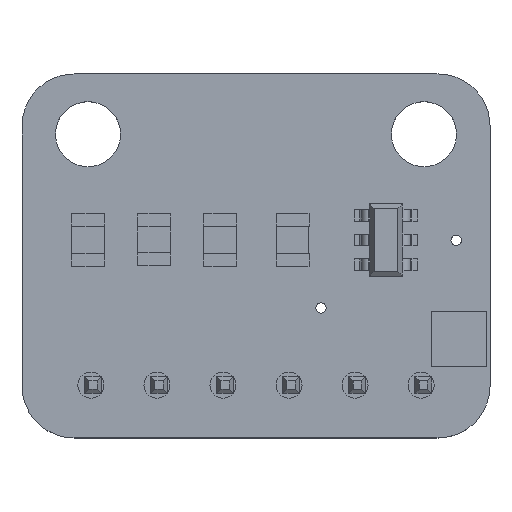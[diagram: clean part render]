
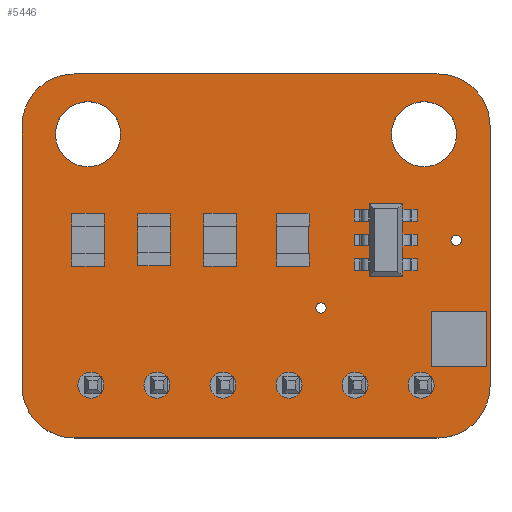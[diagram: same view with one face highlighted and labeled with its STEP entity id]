
A CAD part, top view. The second image highlights one B-rep face of the part: STEP entity #5446.
In plain terms, the highlighted planar face has unit normal (0, 0, 1).
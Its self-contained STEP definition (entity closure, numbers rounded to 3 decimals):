
#343=FACE_BOUND('',#965,.T.);
#344=FACE_BOUND('',#966,.T.);
#345=FACE_BOUND('',#967,.T.);
#346=FACE_BOUND('',#968,.T.);
#347=FACE_BOUND('',#969,.T.);
#348=FACE_BOUND('',#970,.T.);
#349=FACE_BOUND('',#971,.T.);
#350=FACE_BOUND('',#972,.T.);
#351=FACE_BOUND('',#973,.T.);
#352=FACE_BOUND('',#974,.T.);
#382=PLANE('',#5932);
#661=FACE_OUTER_BOUND('',#964,.T.);
#964=EDGE_LOOP('',(#3985,#3986,#3987,#3988,#3989,#3990,#3991,#3992,#3993,
#3994,#3995));
#965=EDGE_LOOP('',(#3996));
#966=EDGE_LOOP('',(#3997));
#967=EDGE_LOOP('',(#3998));
#968=EDGE_LOOP('',(#3999));
#969=EDGE_LOOP('',(#4000));
#970=EDGE_LOOP('',(#4001));
#971=EDGE_LOOP('',(#4002));
#972=EDGE_LOOP('',(#4003));
#973=EDGE_LOOP('',(#4004));
#974=EDGE_LOOP('',(#4005));
#1291=LINE('',#7859,#1958);
#1294=LINE('',#7865,#1961);
#1298=LINE('',#7877,#1965);
#1301=LINE('',#7883,#1968);
#1305=LINE('',#7895,#1972);
#1308=LINE('',#7901,#1975);
#1312=LINE('',#7911,#1979);
#1958=VECTOR('',#6378,10.);
#1961=VECTOR('',#6383,10.);
#1965=VECTOR('',#6395,10.);
#1968=VECTOR('',#6400,10.);
#1972=VECTOR('',#6412,10.);
#1975=VECTOR('',#6417,10.);
#1979=VECTOR('',#6429,10.);
#2613=CIRCLE('',#5885,0.2);
#2615=CIRCLE('',#5888,0.5);
#2617=CIRCLE('',#5891,0.5);
#2619=CIRCLE('',#5894,0.5);
#2621=CIRCLE('',#5897,1.25);
#2623=CIRCLE('',#5900,1.25);
#2625=CIRCLE('',#5903,0.5);
#2627=CIRCLE('',#5906,0.5);
#2629=CIRCLE('',#5909,0.5);
#2631=CIRCLE('',#5912,0.2);
#2633=CIRCLE('',#5915,2.);
#2635=CIRCLE('',#5920,2.);
#2637=CIRCLE('',#5925,2.);
#2639=CIRCLE('',#5930,2.);
#2689=VERTEX_POINT('',#7789);
#2691=VERTEX_POINT('',#7795);
#2693=VERTEX_POINT('',#7801);
#2695=VERTEX_POINT('',#7807);
#2697=VERTEX_POINT('',#7813);
#2699=VERTEX_POINT('',#7819);
#2701=VERTEX_POINT('',#7825);
#2703=VERTEX_POINT('',#7831);
#2705=VERTEX_POINT('',#7837);
#2707=VERTEX_POINT('',#7843);
#2710=VERTEX_POINT('',#7850);
#2711=VERTEX_POINT('',#7852);
#2713=VERTEX_POINT('',#7858);
#2715=VERTEX_POINT('',#7864);
#2717=VERTEX_POINT('',#7870);
#2719=VERTEX_POINT('',#7876);
#2721=VERTEX_POINT('',#7882);
#2723=VERTEX_POINT('',#7888);
#2725=VERTEX_POINT('',#7894);
#2727=VERTEX_POINT('',#7900);
#2729=VERTEX_POINT('',#7906);
#3160=EDGE_CURVE('',#2689,#2689,#2613,.T.);
#3163=EDGE_CURVE('',#2691,#2691,#2615,.T.);
#3166=EDGE_CURVE('',#2693,#2693,#2617,.T.);
#3169=EDGE_CURVE('',#2695,#2695,#2619,.T.);
#3172=EDGE_CURVE('',#2697,#2697,#2621,.T.);
#3175=EDGE_CURVE('',#2699,#2699,#2623,.T.);
#3178=EDGE_CURVE('',#2701,#2701,#2625,.T.);
#3181=EDGE_CURVE('',#2703,#2703,#2627,.T.);
#3184=EDGE_CURVE('',#2705,#2705,#2629,.T.);
#3187=EDGE_CURVE('',#2707,#2707,#2631,.T.);
#3190=EDGE_CURVE('',#2711,#2710,#2633,.T.);
#3193=EDGE_CURVE('',#2713,#2711,#1291,.T.);
#3196=EDGE_CURVE('',#2715,#2713,#1294,.T.);
#3199=EDGE_CURVE('',#2717,#2715,#2635,.T.);
#3202=EDGE_CURVE('',#2719,#2717,#1298,.T.);
#3205=EDGE_CURVE('',#2721,#2719,#1301,.T.);
#3208=EDGE_CURVE('',#2723,#2721,#2637,.T.);
#3211=EDGE_CURVE('',#2725,#2723,#1305,.T.);
#3214=EDGE_CURVE('',#2727,#2725,#1308,.T.);
#3217=EDGE_CURVE('',#2729,#2727,#2639,.T.);
#3220=EDGE_CURVE('',#2710,#2729,#1312,.T.);
#3985=ORIENTED_EDGE('',*,*,#3220,.T.);
#3986=ORIENTED_EDGE('',*,*,#3217,.T.);
#3987=ORIENTED_EDGE('',*,*,#3214,.T.);
#3988=ORIENTED_EDGE('',*,*,#3211,.T.);
#3989=ORIENTED_EDGE('',*,*,#3208,.T.);
#3990=ORIENTED_EDGE('',*,*,#3205,.T.);
#3991=ORIENTED_EDGE('',*,*,#3202,.T.);
#3992=ORIENTED_EDGE('',*,*,#3199,.T.);
#3993=ORIENTED_EDGE('',*,*,#3196,.T.);
#3994=ORIENTED_EDGE('',*,*,#3193,.T.);
#3995=ORIENTED_EDGE('',*,*,#3190,.T.);
#3996=ORIENTED_EDGE('',*,*,#3160,.T.);
#3997=ORIENTED_EDGE('',*,*,#3163,.T.);
#3998=ORIENTED_EDGE('',*,*,#3166,.T.);
#3999=ORIENTED_EDGE('',*,*,#3169,.T.);
#4000=ORIENTED_EDGE('',*,*,#3172,.T.);
#4001=ORIENTED_EDGE('',*,*,#3175,.T.);
#4002=ORIENTED_EDGE('',*,*,#3178,.T.);
#4003=ORIENTED_EDGE('',*,*,#3181,.T.);
#4004=ORIENTED_EDGE('',*,*,#3184,.T.);
#4005=ORIENTED_EDGE('',*,*,#3187,.T.);
#5446=ADVANCED_FACE('',(#661,#343,#344,#345,#346,#347,#348,#349,#350,#351,
#352),#382,.T.);
#5885=AXIS2_PLACEMENT_3D('',#7791,#6302,#6303);
#5888=AXIS2_PLACEMENT_3D('',#7797,#6309,#6310);
#5891=AXIS2_PLACEMENT_3D('',#7803,#6316,#6317);
#5894=AXIS2_PLACEMENT_3D('',#7809,#6323,#6324);
#5897=AXIS2_PLACEMENT_3D('',#7815,#6330,#6331);
#5900=AXIS2_PLACEMENT_3D('',#7821,#6337,#6338);
#5903=AXIS2_PLACEMENT_3D('',#7827,#6344,#6345);
#5906=AXIS2_PLACEMENT_3D('',#7833,#6351,#6352);
#5909=AXIS2_PLACEMENT_3D('',#7839,#6358,#6359);
#5912=AXIS2_PLACEMENT_3D('',#7845,#6365,#6366);
#5915=AXIS2_PLACEMENT_3D('',#7853,#6372,#6373);
#5920=AXIS2_PLACEMENT_3D('',#7871,#6389,#6390);
#5925=AXIS2_PLACEMENT_3D('',#7889,#6406,#6407);
#5930=AXIS2_PLACEMENT_3D('',#7907,#6423,#6424);
#5932=AXIS2_PLACEMENT_3D('',#7912,#6430,#6431);
#6302=DIRECTION('center_axis',(0.,0.,-1.));
#6303=DIRECTION('ref_axis',(1.,0.,0.));
#6309=DIRECTION('center_axis',(0.,0.,-1.));
#6310=DIRECTION('ref_axis',(1.,0.,0.));
#6316=DIRECTION('center_axis',(0.,0.,-1.));
#6317=DIRECTION('ref_axis',(1.,0.,0.));
#6323=DIRECTION('center_axis',(0.,0.,-1.));
#6324=DIRECTION('ref_axis',(1.,0.,0.));
#6330=DIRECTION('center_axis',(0.,0.,-1.));
#6331=DIRECTION('ref_axis',(1.,0.,0.));
#6337=DIRECTION('center_axis',(0.,0.,-1.));
#6338=DIRECTION('ref_axis',(1.,0.,0.));
#6344=DIRECTION('center_axis',(0.,0.,-1.));
#6345=DIRECTION('ref_axis',(1.,0.,0.));
#6351=DIRECTION('center_axis',(0.,0.,-1.));
#6352=DIRECTION('ref_axis',(1.,0.,0.));
#6358=DIRECTION('center_axis',(0.,0.,-1.));
#6359=DIRECTION('ref_axis',(1.,0.,0.));
#6365=DIRECTION('center_axis',(0.,0.,-1.));
#6366=DIRECTION('ref_axis',(1.,0.,0.));
#6372=DIRECTION('center_axis',(0.,0.,1.));
#6373=DIRECTION('ref_axis',(-0.087,0.996,0.));
#6378=DIRECTION('',(-0.999,-0.044,0.));
#6383=DIRECTION('',(-1.,0.,0.));
#6389=DIRECTION('center_axis',(0.,0.,1.));
#6390=DIRECTION('ref_axis',(0.996,0.087,0.));
#6395=DIRECTION('',(-0.044,0.999,0.));
#6400=DIRECTION('',(0.,1.,0.));
#6406=DIRECTION('center_axis',(0.,0.,1.));
#6407=DIRECTION('ref_axis',(0.087,-0.996,0.));
#6412=DIRECTION('',(0.999,0.044,0.));
#6417=DIRECTION('',(1.,0.,0.));
#6423=DIRECTION('center_axis',(0.,0.,1.));
#6424=DIRECTION('ref_axis',(-1.,0.,0.));
#6429=DIRECTION('',(0.,-1.,0.));
#6430=DIRECTION('center_axis',(0.,0.,1.));
#6431=DIRECTION('ref_axis',(1.,0.,0.));
#7789=CARTESIAN_POINT('',(11.3,5.,1.5));
#7791=CARTESIAN_POINT('Origin',(11.5,5.,1.5));
#7795=CARTESIAN_POINT('',(12.31,2.032,1.5));
#7797=CARTESIAN_POINT('Origin',(12.81,2.032,1.5));
#7801=CARTESIAN_POINT('',(7.23,2.032,1.5));
#7803=CARTESIAN_POINT('Origin',(7.73,2.032,1.5));
#7807=CARTESIAN_POINT('',(2.15,2.032,1.5));
#7809=CARTESIAN_POINT('Origin',(2.65,2.032,1.5));
#7813=CARTESIAN_POINT('',(1.29,11.684,1.5));
#7815=CARTESIAN_POINT('Origin',(2.54,11.684,1.5));
#7819=CARTESIAN_POINT('',(14.21,11.684,1.5));
#7821=CARTESIAN_POINT('Origin',(15.46,11.684,1.5));
#7825=CARTESIAN_POINT('',(4.69,2.032,1.5));
#7827=CARTESIAN_POINT('Origin',(5.19,2.032,1.5));
#7831=CARTESIAN_POINT('',(9.77,2.032,1.5));
#7833=CARTESIAN_POINT('Origin',(10.27,2.032,1.5));
#7837=CARTESIAN_POINT('',(14.85,2.032,1.5));
#7839=CARTESIAN_POINT('Origin',(15.35,2.032,1.5));
#7843=CARTESIAN_POINT('',(16.5,7.6,1.5));
#7845=CARTESIAN_POINT('Origin',(16.7,7.6,1.5));
#7850=CARTESIAN_POINT('',(0.,12.,1.5));
#7852=CARTESIAN_POINT('',(1.826,13.992,1.5));
#7853=CARTESIAN_POINT('Origin',(2.,12.,1.5));
#7858=CARTESIAN_POINT('',(2.,14.,1.5));
#7859=CARTESIAN_POINT('',(2.,14.,1.5));
#7864=CARTESIAN_POINT('',(16.,14.,1.5));
#7865=CARTESIAN_POINT('',(16.,14.,1.5));
#7870=CARTESIAN_POINT('',(17.992,12.174,1.5));
#7871=CARTESIAN_POINT('Origin',(16.,12.,1.5));
#7876=CARTESIAN_POINT('',(18.,12.,1.5));
#7877=CARTESIAN_POINT('',(18.,12.,1.5));
#7882=CARTESIAN_POINT('',(18.,2.,1.5));
#7883=CARTESIAN_POINT('',(18.,2.,1.5));
#7888=CARTESIAN_POINT('',(16.174,0.008,1.5));
#7889=CARTESIAN_POINT('Origin',(16.,2.,1.5));
#7894=CARTESIAN_POINT('',(16.,0.,1.5));
#7895=CARTESIAN_POINT('',(16.,0.,1.5));
#7900=CARTESIAN_POINT('',(2.,0.,1.5));
#7901=CARTESIAN_POINT('',(2.,0.,1.5));
#7906=CARTESIAN_POINT('',(0.,2.,1.5));
#7907=CARTESIAN_POINT('Origin',(2.,2.,1.5));
#7911=CARTESIAN_POINT('',(0.,12.,1.5));
#7912=CARTESIAN_POINT('Origin',(9.,7.,1.5));
